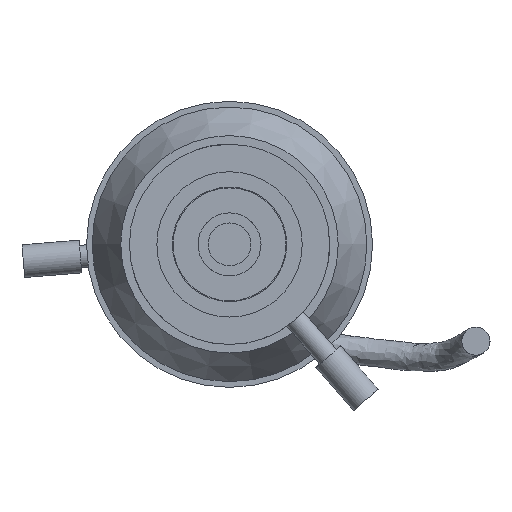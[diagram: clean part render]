
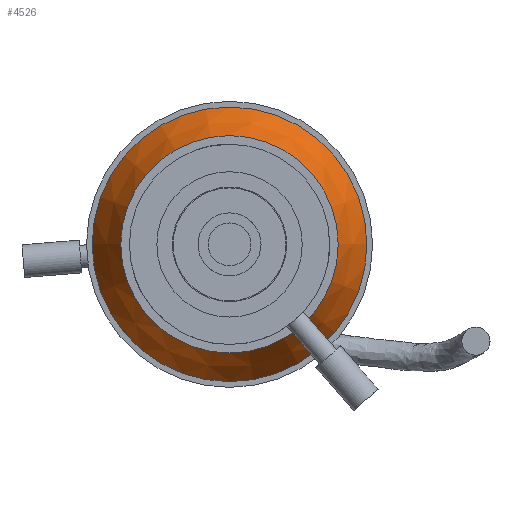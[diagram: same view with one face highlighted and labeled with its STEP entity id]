
A CAD part, left-side view. The second image highlights one B-rep face of the part: STEP entity #4526.
In plain terms, the highlighted conical face has half-angle 28.393 degrees and reference radius 12.192 mm.
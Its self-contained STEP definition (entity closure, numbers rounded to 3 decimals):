
#685 = ORIENTED_EDGE ( 'NONE', *, *, #8250, .T. ) ;
#1741 = CARTESIAN_POINT ( 'NONE',  ( 7.072, 0., -12.192 ) ) ;
#2877 = EDGE_CURVE ( 'NONE', #6187, #6187, #13415, .T. ) ;
#4035 = EDGE_LOOP ( 'NONE', ( #685 ) ) ;
#4526 = ADVANCED_FACE ( 'NONE', ( #10394, #10271 ), #12998, .T. ) ;
#4791 = AXIS2_PLACEMENT_3D ( 'NONE', #5179, #5167, #5130 ) ;
#5130 = DIRECTION ( 'NONE',  ( 0., 1., 0. ) ) ;
#5167 = DIRECTION ( 'NONE',  ( 1., 0., 0. ) ) ;
#5179 = CARTESIAN_POINT ( 'NONE',  ( 2.373, 0., 0. ) ) ;
#5274 = DIRECTION ( 'NONE',  ( 0., 0., -1. ) ) ;
#6187 = VERTEX_POINT ( 'NONE', #7773 ) ;
#7267 = AXIS2_PLACEMENT_3D ( 'NONE', #9771, #8418, #5274 ) ;
#7773 = CARTESIAN_POINT ( 'NONE',  ( 2.373, 9.652, 0. ) ) ;
#8250 = EDGE_CURVE ( 'NONE', #13610, #13610, #9552, .T. ) ;
#8418 = DIRECTION ( 'NONE',  ( -1., 0., 0. ) ) ;
#8932 = DIRECTION ( 'NONE',  ( 0., 1., 0. ) ) ;
#9062 = CARTESIAN_POINT ( 'NONE',  ( 7.072, 0., 0. ) ) ;
#9277 = DIRECTION ( 'NONE',  ( 1., 0., 0. ) ) ;
#9552 = CIRCLE ( 'NONE', #7267, 12.192 ) ;
#9771 = CARTESIAN_POINT ( 'NONE',  ( 7.072, 0., 0. ) ) ;
#9912 = AXIS2_PLACEMENT_3D ( 'NONE', #9062, #9277, #8932 ) ;
#10271 = FACE_BOUND ( 'NONE', #11868, .T. ) ;
#10394 = FACE_OUTER_BOUND ( 'NONE', #4035, .T. ) ;
#11868 = EDGE_LOOP ( 'NONE', ( #13657 ) ) ;
#12998 = CONICAL_SURFACE ( 'NONE', #9912, 12.192, 0.496 ) ;
#13415 = CIRCLE ( 'NONE', #4791, 9.652 ) ;
#13610 = VERTEX_POINT ( 'NONE', #1741 ) ;
#13657 = ORIENTED_EDGE ( 'NONE', *, *, #2877, .T. ) ;
